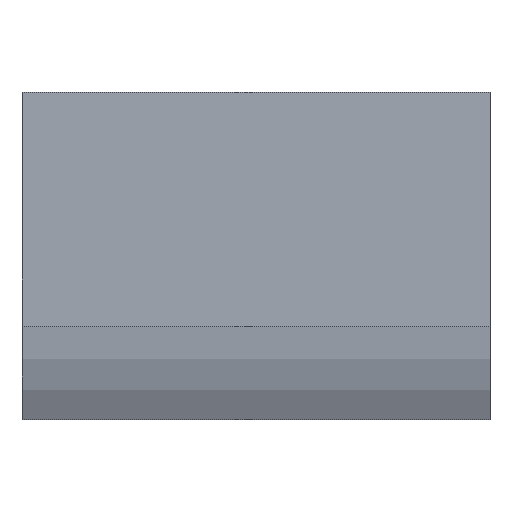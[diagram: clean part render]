
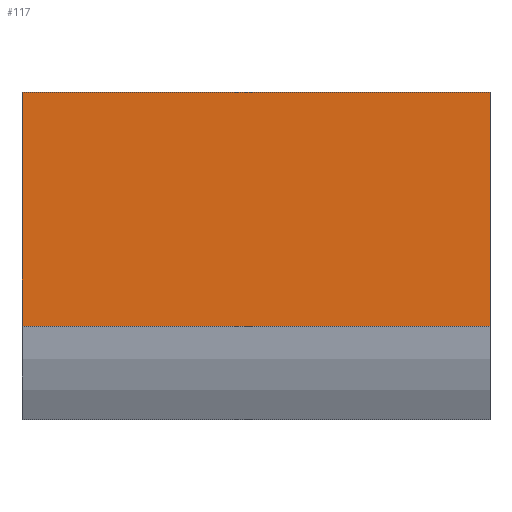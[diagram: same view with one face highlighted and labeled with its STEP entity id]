
A CAD part, left-side view. The second image highlights one B-rep face of the part: STEP entity #117.
In plain terms, the highlighted planar face has unit normal (-1, 0, 0).
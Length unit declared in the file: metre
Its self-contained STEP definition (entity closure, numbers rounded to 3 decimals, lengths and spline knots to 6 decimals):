
#19=ORIENTED_EDGE('',*,*,#49,.F.);
#20=ORIENTED_EDGE('',*,*,#50,.F.);
#21=ORIENTED_EDGE('',*,*,#51,.T.);
#22=ORIENTED_EDGE('',*,*,#46,.T.);
#46=EDGE_CURVE('',#62,#61,#71,.T.);
#49=EDGE_CURVE('',#64,#61,#74,.T.);
#50=EDGE_CURVE('',#65,#64,#75,.T.);
#51=EDGE_CURVE('',#65,#62,#76,.T.);
#61=VERTEX_POINT('',#182);
#62=VERTEX_POINT('',#184);
#64=VERTEX_POINT('',#190);
#65=VERTEX_POINT('',#192);
#71=LINE('',#183,#84);
#74=LINE('',#189,#87);
#75=LINE('',#191,#88);
#76=LINE('',#193,#89);
#84=VECTOR('',#150,1.);
#87=VECTOR('',#155,1.);
#88=VECTOR('',#156,1.);
#89=VECTOR('',#157,1.);
#97=EDGE_LOOP('',(#19,#20,#21,#22));
#104=FACE_BOUND('',#97,.T.);
#111=PLANE('',#137);
#117=ADVANCED_FACE('',(#104),#111,.T.);
#137=AXIS2_PLACEMENT_3D('',#188,#153,#154);
#150=DIRECTION('',(0.,1.,0.));
#153=DIRECTION('',(-1.,0.,0.));
#154=DIRECTION('',(0.,0.,1.));
#155=DIRECTION('',(0.,0.,1.));
#156=DIRECTION('',(0.,1.,0.));
#157=DIRECTION('',(0.,0.,1.));
#182=CARTESIAN_POINT('',(-0.150002,0.112795,0.0225));
#183=CARTESIAN_POINT('',(-0.150002,0.087795,0.0225));
#184=CARTESIAN_POINT('',(-0.150002,0.087795,0.0225));
#188=CARTESIAN_POINT('',(-0.150002,0.087795,0.01625));
#189=CARTESIAN_POINT('',(-0.150002,0.112795,0.01625));
#190=CARTESIAN_POINT('',(-0.150002,0.112795,0.01));
#191=CARTESIAN_POINT('',(-0.150002,0.087795,0.01));
#192=CARTESIAN_POINT('',(-0.150002,0.087795,0.01));
#193=CARTESIAN_POINT('',(-0.150002,0.087795,0.01625));
